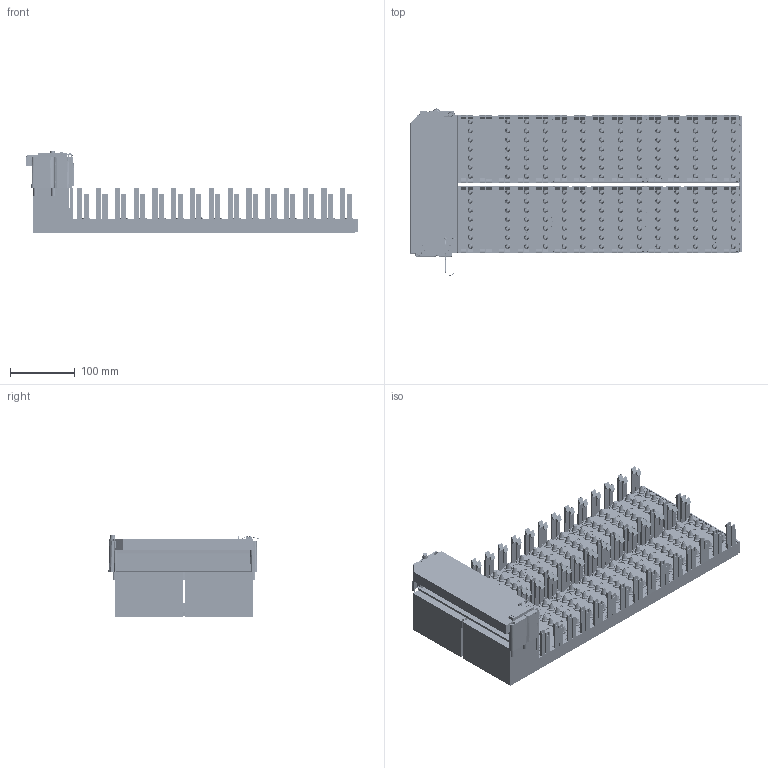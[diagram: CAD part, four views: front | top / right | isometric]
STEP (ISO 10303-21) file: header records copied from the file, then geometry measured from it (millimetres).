
FILE_DESCRIPTION((''),'2;1');
FILE_NAME('DM_CAD-6670_ASM','2019-06-18T13:37:21',('creinig-se'),(''),'CREO PARAMETRIC BY PTC INC, 2018420','CREO PARAMETRIC BY PTC INC, 2018420','');
FILE_SCHEMA(('CONFIG_CONTROL_DESIGN','SHAPE_APPEARANCE_LAYERS_GROUPS'));
Products named in the file (13): DM_CAD-6670_KLEMMLEISTE; DM_CAD-6670_PLATTE_BASIS; DM_CAD-6670_EXCON_TOP; DM_CAD-6670_CPL_EINFACH_ASM; DM_CAD-6670_CAP_MULTI; DM_CAD-6670_BOTTOM; DM_CAD-6670_BACKPLANE_CLAMP2; DM_CAD-6670_IP30_COVER; DM_CAD-6670_IP30_DECKEL; DM_CAD-6670_VERLIERSCHUTZ; DM_CAD-6670_CLAMPHSG_ASM; DM_CAD-6670_SCHIENE; DM_CAD-6670_ASM
Assembly tree (217 placements, depth 3):
  DM_CAD-6670_ASM
    DM_CAD-6670_KLEMMLEISTE  x2
    DM_CAD-6670_PLATTE_BASIS  x4
    DM_CAD-6670_CPL_EINFACH_ASM  x196
      DM_CAD-6670_EXCON_TOP
    DM_CAD-6670_CAP_MULTI  x2
    DM_CAD-6670_BOTTOM  x6
    DM_CAD-6670_BACKPLANE_CLAMP2
    DM_CAD-6670_CLAMPHSG_ASM
      DM_CAD-6670_IP30_COVER
      DM_CAD-6670_IP30_DECKEL
      DM_CAD-6670_VERLIERSCHUTZ
    DM_CAD-6670_SCHIENE
Bounding box: 512.67 x 258.14 x 125.5 mm (x, y, z)
Volume: 3062294.9 mm3; surface area: 996642.5 mm2
Topology: 215 solids, 215 shells, 11249 faces, 37737 edges, 28682 vertices
Faces by surface type: plane 8259, cylinder 2482, cone 456, bspline 36, sphere 14, torus 2
Entity records: 82956 total; most frequent: CARTESIAN_POINT 13541, DIRECTION 10934, ORIENTED_EDGE 9836, PRESENTATION_STYLE_ASSIGNMENT 5426, STYLED_ITEM 5426, CURVE_STYLE 5415, VECTOR 4968, LINE 4968
